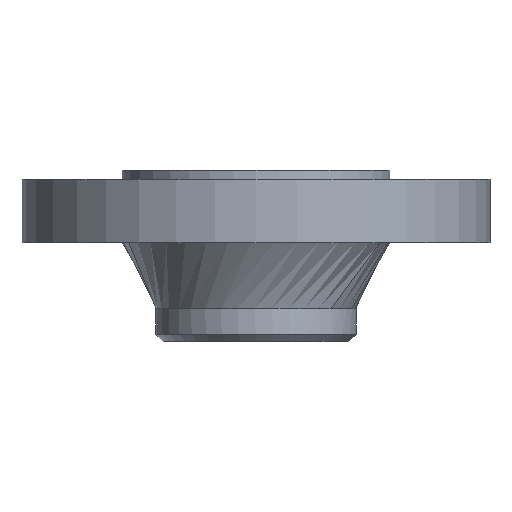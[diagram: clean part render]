
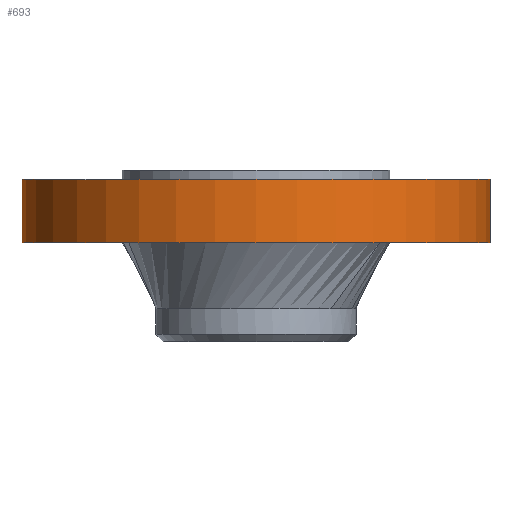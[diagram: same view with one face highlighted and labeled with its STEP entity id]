
A CAD part, front view. The second image highlights one B-rep face of the part: STEP entity #693.
In plain terms, the highlighted cylindrical face has radius 165.1 mm (diameter 330.2 mm), a partial arc.
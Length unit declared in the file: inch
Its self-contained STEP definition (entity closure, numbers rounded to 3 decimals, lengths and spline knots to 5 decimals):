
#15 = FACE_OUTER_BOUND ( 'NONE', #74, .T. ) ;
#30 = CARTESIAN_POINT ( 'NONE',  ( 6.5, 0., -20.13478 ) ) ;
#31 = EDGE_CURVE ( 'NONE', #1098, #1052, #1335, .T. ) ;
#74 = EDGE_LOOP ( 'NONE', ( #867, #530, #96, #1391 ) ) ;
#96 = ORIENTED_EDGE ( 'NONE', *, *, #702, .T. ) ;
#135 = DIRECTION ( 'NONE',  ( 1., 0., 0. ) ) ;
#250 = CYLINDRICAL_SURFACE ( 'NONE', #1146, 6.5 ) ;
#280 = CIRCLE ( 'NONE', #533, 6.5 ) ;
#365 = DIRECTION ( 'NONE',  ( 0., 0., 1. ) ) ;
#438 = VECTOR ( 'NONE', #921, 39.37008 ) ;
#466 = CARTESIAN_POINT ( 'NONE',  ( 0., 0., -20.13478 ) ) ;
#495 = CARTESIAN_POINT ( 'NONE',  ( 6.5, 0., -1.75 ) ) ;
#496 = CARTESIAN_POINT ( 'NONE',  ( 0., 0., -1.75 ) ) ;
#513 = EDGE_CURVE ( 'NONE', #805, #669, #280, .T. ) ;
#530 = ORIENTED_EDGE ( 'NONE', *, *, #513, .F. ) ;
#533 = AXIS2_PLACEMENT_3D ( 'NONE', #496, #927, #1009 ) ;
#669 = VERTEX_POINT ( 'NONE', #1328 ) ;
#693 = ADVANCED_FACE ( 'NONE', ( #15 ), #250, .T. ) ;
#702 = EDGE_CURVE ( 'NONE', #805, #1052, #1007, .T. ) ;
#805 = VERTEX_POINT ( 'NONE', #495 ) ;
#849 = CARTESIAN_POINT ( 'NONE',  ( -6.5, 0., -20.13478 ) ) ;
#867 = ORIENTED_EDGE ( 'NONE', *, *, #1230, .F. ) ;
#921 = DIRECTION ( 'NONE',  ( 0., 0., 1. ) ) ;
#926 = DIRECTION ( 'NONE',  ( 0., 0., 1. ) ) ;
#927 = DIRECTION ( 'NONE',  ( 0., 0., -1. ) ) ;
#988 = VECTOR ( 'NONE', #926, 39.37008 ) ;
#1007 = LINE ( 'NONE', #30, #988 ) ;
#1009 = DIRECTION ( 'NONE',  ( 1., 0., 0. ) ) ;
#1010 = DIRECTION ( 'NONE',  ( 1., 0., 0. ) ) ;
#1052 = VERTEX_POINT ( 'NONE', #1333 ) ;
#1089 = CARTESIAN_POINT ( 'NONE',  ( -6.5, 0., 0. ) ) ;
#1098 = VERTEX_POINT ( 'NONE', #1089 ) ;
#1112 = DIRECTION ( 'NONE',  ( 0., 0., 1. ) ) ;
#1146 = AXIS2_PLACEMENT_3D ( 'NONE', #466, #1112, #135 ) ;
#1167 = LINE ( 'NONE', #849, #438 ) ;
#1230 = EDGE_CURVE ( 'NONE', #669, #1098, #1167, .T. ) ;
#1279 = AXIS2_PLACEMENT_3D ( 'NONE', #1340, #365, #1010 ) ;
#1328 = CARTESIAN_POINT ( 'NONE',  ( -6.5, 0., -1.75 ) ) ;
#1333 = CARTESIAN_POINT ( 'NONE',  ( 6.5, 0., 0. ) ) ;
#1335 = CIRCLE ( 'NONE', #1279, 6.5 ) ;
#1340 = CARTESIAN_POINT ( 'NONE',  ( 0., 0., 0. ) ) ;
#1391 = ORIENTED_EDGE ( 'NONE', *, *, #31, .F. ) ;
